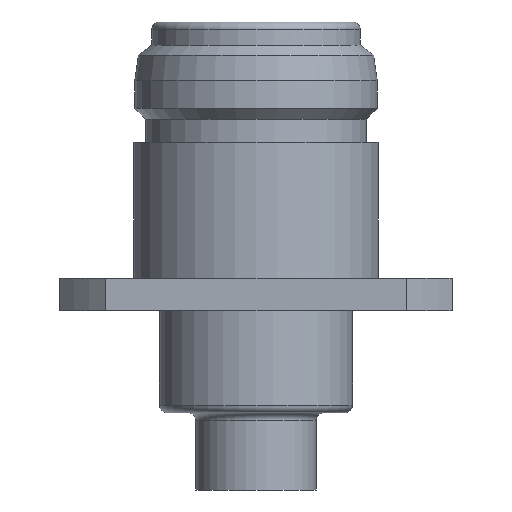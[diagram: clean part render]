
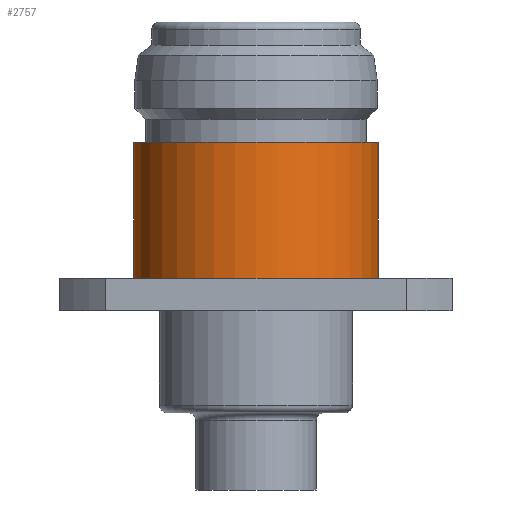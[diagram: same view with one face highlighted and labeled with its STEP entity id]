
A CAD part, front view. The second image highlights one B-rep face of the part: STEP entity #2757.
In plain terms, the highlighted cylindrical face has radius 7.925 mm (diameter 15.85 mm), a partial arc.
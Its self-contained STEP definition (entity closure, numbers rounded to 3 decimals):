
#10 = LINE ( 'NONE', #3108, #2496 ) ;
#69 = DIRECTION ( 'NONE',  ( 1., 0., 0. ) ) ;
#160 = AXIS2_PLACEMENT_3D ( 'NONE', #3190, #1264, #3503 ) ;
#282 = AXIS2_PLACEMENT_3D ( 'NONE', #2454, #506, #2777 ) ;
#380 = DIRECTION ( 'NONE',  ( 0., 0., 1. ) ) ;
#506 = DIRECTION ( 'NONE',  ( 0., 0., 1. ) ) ;
#1251 = AXIS2_PLACEMENT_3D ( 'NONE', #3696, #1738, #69 ) ;
#1264 = DIRECTION ( 'NONE',  ( 0., 0., 1. ) ) ;
#1409 = CARTESIAN_POINT ( 'NONE',  ( 7.925, 0., -7.8 ) ) ;
#1446 = EDGE_LOOP ( 'NONE', ( #3700, #1491, #3822, #2234 ) ) ;
#1491 = ORIENTED_EDGE ( 'NONE', *, *, #3680, .T. ) ;
#1685 = CARTESIAN_POINT ( 'NONE',  ( 7.925, 0., 3.309 ) ) ;
#1738 = DIRECTION ( 'NONE',  ( 0., 0., 1. ) ) ;
#1863 = CIRCLE ( 'NONE', #282, 7.925 ) ;
#2234 = ORIENTED_EDGE ( 'NONE', *, *, #3736, .F. ) ;
#2303 = VECTOR ( 'NONE', #380, 1000. ) ;
#2424 = CYLINDRICAL_SURFACE ( 'NONE', #1251, 7.925 ) ;
#2438 = VERTEX_POINT ( 'NONE', #2685 ) ;
#2454 = CARTESIAN_POINT ( 'NONE',  ( 0., 0., -16.6 ) ) ;
#2496 = VECTOR ( 'NONE', #3092, 1000. ) ;
#2682 = VERTEX_POINT ( 'NONE', #3889 ) ;
#2685 = CARTESIAN_POINT ( 'NONE',  ( -7.925, 0., -7.8 ) ) ;
#2757 = ADVANCED_FACE ( 'NONE', ( #3583 ), #2424, .T. ) ;
#2777 = DIRECTION ( 'NONE',  ( 1., 0., 0. ) ) ;
#2825 = CARTESIAN_POINT ( 'NONE',  ( 7.925, 0., -16.6 ) ) ;
#3092 = DIRECTION ( 'NONE',  ( 0., 0., 1. ) ) ;
#3108 = CARTESIAN_POINT ( 'NONE',  ( -7.925, 0., 3.309 ) ) ;
#3161 = LINE ( 'NONE', #1685, #2303 ) ;
#3190 = CARTESIAN_POINT ( 'NONE',  ( 0., 0., -7.8 ) ) ;
#3282 = EDGE_CURVE ( 'NONE', #4080, #3312, #3161, .T. ) ;
#3312 = VERTEX_POINT ( 'NONE', #1409 ) ;
#3503 = DIRECTION ( 'NONE',  ( 1., 0., 0. ) ) ;
#3583 = FACE_OUTER_BOUND ( 'NONE', #1446, .T. ) ;
#3680 = EDGE_CURVE ( 'NONE', #2682, #4080, #1863, .T. ) ;
#3687 = EDGE_CURVE ( 'NONE', #2682, #2438, #10, .T. ) ;
#3696 = CARTESIAN_POINT ( 'NONE',  ( 0., 0., 3.309 ) ) ;
#3700 = ORIENTED_EDGE ( 'NONE', *, *, #3687, .F. ) ;
#3736 = EDGE_CURVE ( 'NONE', #2438, #3312, #4086, .T. ) ;
#3822 = ORIENTED_EDGE ( 'NONE', *, *, #3282, .T. ) ;
#3889 = CARTESIAN_POINT ( 'NONE',  ( -7.925, 0., -16.6 ) ) ;
#4080 = VERTEX_POINT ( 'NONE', #2825 ) ;
#4086 = CIRCLE ( 'NONE', #160, 7.925 ) ;
